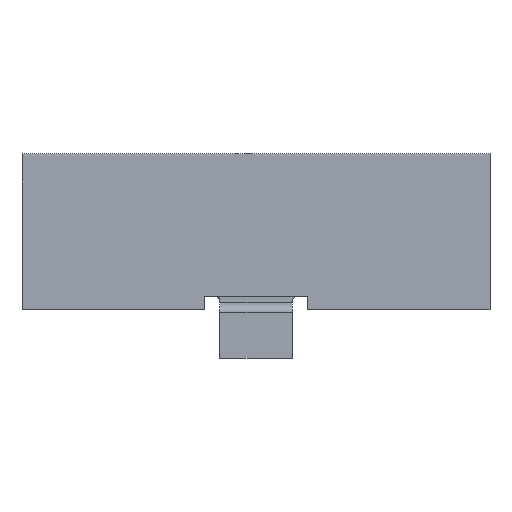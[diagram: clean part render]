
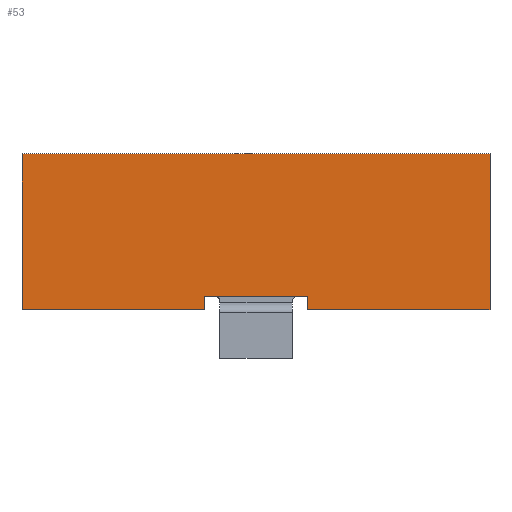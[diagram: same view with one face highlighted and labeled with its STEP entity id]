
A CAD part, front view. The second image highlights one B-rep face of the part: STEP entity #53.
In plain terms, the highlighted planar face has unit normal (0, -1, 0).
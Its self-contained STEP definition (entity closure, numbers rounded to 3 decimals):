
#53=ADVANCED_FACE('',(#433),#434,.T.);
#433=FACE_OUTER_BOUND('',#1210,.T.);
#434=PLANE('',#1211);
#1210=EDGE_LOOP('',(#2032,#2033,#2034,#2035,#2036,#2037,#2038,#2039));
#1211=AXIS2_PLACEMENT_3D('',#2040,#2041,#2042);
#2032=ORIENTED_EDGE('',*,*,#5139,.T.);
#2033=ORIENTED_EDGE('',*,*,#5140,.T.);
#2034=ORIENTED_EDGE('',*,*,#5114,.F.);
#2035=ORIENTED_EDGE('',*,*,#5138,.F.);
#2036=ORIENTED_EDGE('',*,*,#5141,.F.);
#2037=ORIENTED_EDGE('',*,*,#5142,.T.);
#2038=ORIENTED_EDGE('',*,*,#5143,.F.);
#2039=ORIENTED_EDGE('',*,*,#5144,.T.);
#2040=CARTESIAN_POINT('',(12.42,-4.0,4.14));
#2041=DIRECTION('',(0.0,-1.0,0.0));
#2042=DIRECTION('',(0.0,0.0,-1.0));
#5114=EDGE_CURVE('',#6127,#6129,#6130,.T.);
#5138=EDGE_CURVE('',#6169,#6127,#6171,.T.);
#5139=EDGE_CURVE('',#6172,#6173,#6174,.T.);
#5140=EDGE_CURVE('',#6173,#6129,#6175,.T.);
#5141=EDGE_CURVE('',#6176,#6169,#6177,.T.);
#5142=EDGE_CURVE('',#6176,#6178,#6179,.T.);
#5143=EDGE_CURVE('',#6180,#6178,#6181,.T.);
#5144=EDGE_CURVE('',#6180,#6172,#6182,.T.);
#6127=VERTEX_POINT('',#7813);
#6129=VERTEX_POINT('',#7816);
#6130=LINE('',#7817,#7818);
#6169=VERTEX_POINT('',#7876);
#6171=LINE('',#7879,#7880);
#6172=VERTEX_POINT('',#7881);
#6173=VERTEX_POINT('',#7882);
#6174=LINE('',#7883,#7884);
#6175=LINE('',#7885,#7886);
#6176=VERTEX_POINT('',#7887);
#6177=LINE('',#7888,#7889);
#6178=VERTEX_POINT('',#7890);
#6179=LINE('',#7891,#7892);
#6180=VERTEX_POINT('',#7893);
#6181=LINE('',#7894,#7895);
#6182=LINE('',#7896,#7897);
#7813=CARTESIAN_POINT('',(12.42,-4.0,4.14));
#7816=CARTESIAN_POINT('',(12.42,-4.0,-4.14));
#7817=CARTESIAN_POINT('',(12.42,-4.0,4.14));
#7818=VECTOR('',#10492,8.28);
#7876=CARTESIAN_POINT('',(-12.43,-4.0,4.14));
#7879=CARTESIAN_POINT('',(-12.43,-4.0,4.14));
#7880=VECTOR('',#10522,24.85);
#7881=CARTESIAN_POINT('',(2.73,-4.0,-3.43));
#7882=CARTESIAN_POINT('',(2.73,-4.0,-4.14));
#7883=CARTESIAN_POINT('',(2.73,-4.0,-3.43));
#7884=VECTOR('',#10523,0.71);
#7885=CARTESIAN_POINT('',(2.73,-4.0,-4.14));
#7886=VECTOR('',#10524,9.69);
#7887=CARTESIAN_POINT('',(-12.43,-4.0,-4.14));
#7888=CARTESIAN_POINT('',(-12.43,-4.0,-4.14));
#7889=VECTOR('',#10525,8.28);
#7890=CARTESIAN_POINT('',(-2.73,-4.0,-4.14));
#7891=CARTESIAN_POINT('',(-12.43,-4.0,-4.14));
#7892=VECTOR('',#10526,9.7);
#7893=CARTESIAN_POINT('',(-2.73,-4.0,-3.43));
#7894=CARTESIAN_POINT('',(-2.73,-4.0,-3.43));
#7895=VECTOR('',#10527,0.71);
#7896=CARTESIAN_POINT('',(-2.73,-4.0,-3.43));
#7897=VECTOR('',#10528,5.46);
#10492=DIRECTION('',(0.0,0.0,-1.0));
#10522=DIRECTION('',(1.0,0.0,0.0));
#10523=DIRECTION('',(0.0,0.0,-1.0));
#10524=DIRECTION('',(1.0,0.0,0.0));
#10525=DIRECTION('',(0.0,0.0,1.0));
#10526=DIRECTION('',(1.0,0.0,0.0));
#10527=DIRECTION('',(0.0,0.0,-1.0));
#10528=DIRECTION('',(1.0,0.0,0.0));
